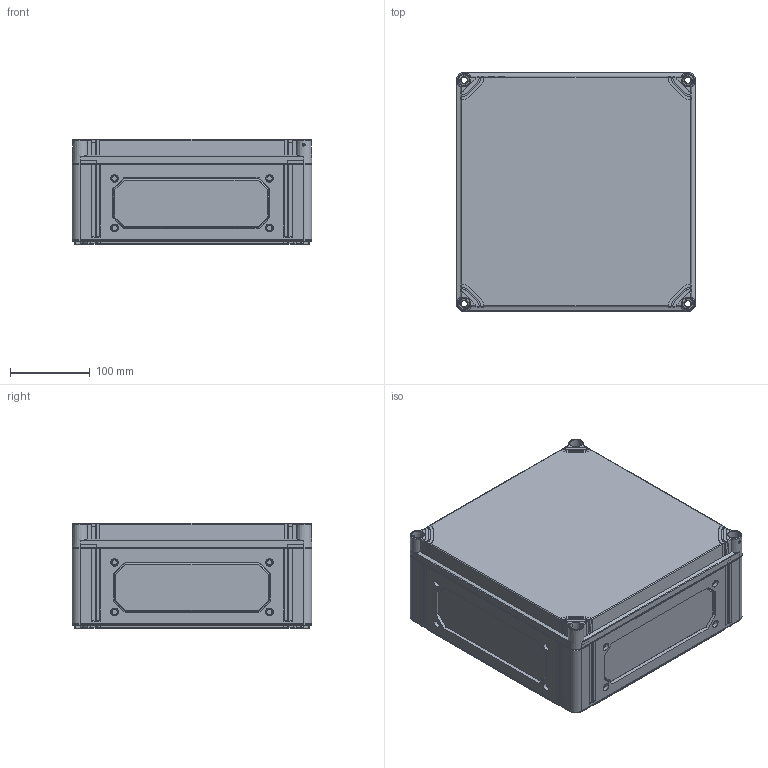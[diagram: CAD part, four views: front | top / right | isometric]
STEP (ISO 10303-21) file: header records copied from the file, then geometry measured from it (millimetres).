
FILE_DESCRIPTION((''),'2;1');
FILE_NAME('CPCF303013G_ASM','2008-12-29T',('pasi_koskela'),(''),'PRO/ENGINEER BY PARAMETRIC TECHNOLOGY CORPORATION, 2008250','PRO/ENGINEER BY PARAMETRIC TECHNOLOGY CORPORATION, 2008250','');
FILE_SCHEMA(('AUTOMOTIVE_DESIGN_CC2 { 1 2 10303 214 -1 1 5 2 }'));
Products named in the file (3): CPCF303010B; OPCG303003L; CPCF303013G_ASM
Assembly tree (2 placements, depth 2):
  CPCF303013G_ASM
    CPCF303010B
    OPCG303003L
Bounding box: 300 x 300 x 132 mm (x, y, z)
Volume: 1344295.8 mm3; surface area: 784334.1 mm2
Topology: 2 solids, 2 shells, 2633 faces, 6695 edges, 4208 vertices
Faces by surface type: plane 1272, cone 622, cylinder 447, torus 270, bspline 20, sphere 2
Entity records: 101885 total; most frequent: CARTESIAN_POINT 17848, ORIENTED_EDGE 13386, DIRECTION 13267, PRESENTATION_STYLE_ASSIGNMENT 6695, STYLED_ITEM 6695, CURVE_STYLE 6693, EDGE_CURVE 6693, AXIS2_PLACEMENT_3D 4700
